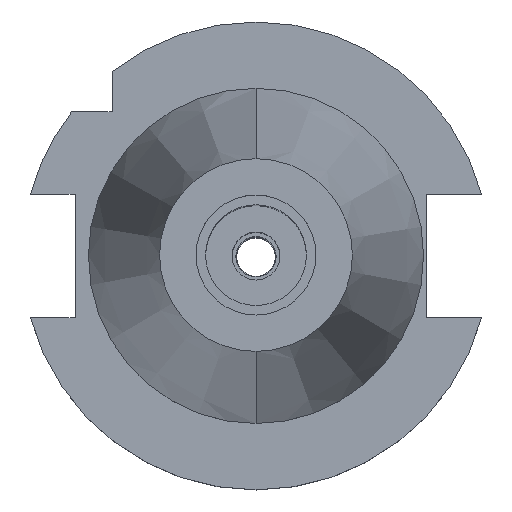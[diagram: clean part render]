
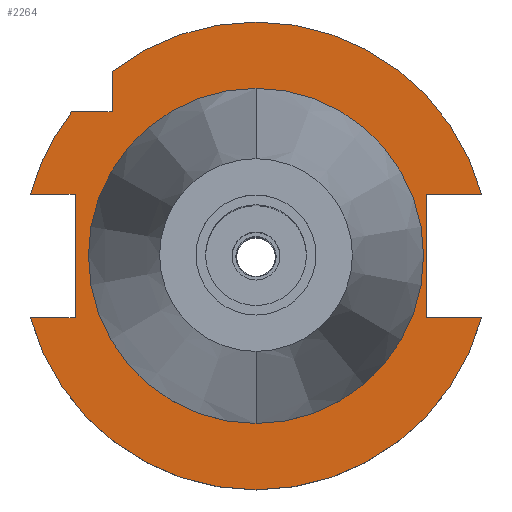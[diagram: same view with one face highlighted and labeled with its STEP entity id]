
A CAD part, top view. The second image highlights one B-rep face of the part: STEP entity #2264.
In plain terms, the highlighted planar face has unit normal (0, 0, 1).
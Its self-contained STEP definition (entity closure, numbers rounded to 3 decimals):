
#563=DIRECTION('',(1.,0.,0.));
#564=VECTOR('',#563,11.526);
#565=CARTESIAN_POINT('',(35.5,12.85,-3.2));
#566=LINE('',#565,#564);
#633=DIRECTION('',(-1.,0.,0.));
#634=VECTOR('',#633,9.326);
#635=CARTESIAN_POINT('',(-37.7,-12.85,-3.2));
#636=LINE('',#635,#634);
#647=DIRECTION('',(0.,-1.,0.));
#648=VECTOR('',#647,25.7);
#649=CARTESIAN_POINT('',(-37.7,12.85,-3.2));
#650=LINE('',#649,#648);
#696=DIRECTION('',(-1.,0.,0.));
#697=VECTOR('',#696,8.426);
#698=CARTESIAN_POINT('',(-30.,30.,-3.2));
#699=LINE('',#698,#697);
#720=DIRECTION('',(0.,1.,0.));
#721=VECTOR('',#720,8.426);
#722=CARTESIAN_POINT('',(-30.,30.,-3.2));
#723=LINE('',#722,#721);
#727=CARTESIAN_POINT('',(0.,0.,-3.2));
#728=DIRECTION('',(0.,0.,-1.));
#729=DIRECTION('',(-0.615,0.788,0.));
#730=AXIS2_PLACEMENT_3D('',#727,#728,#729);
#735=CARTESIAN_POINT('',(0.,0.,-3.2));
#736=DIRECTION('',(0.,0.,-1.));
#737=DIRECTION('',(0.,1.,0.));
#738=AXIS2_PLACEMENT_3D('',#735,#736,#737);
#743=DIRECTION('',(0.,-1.,0.));
#744=VECTOR('',#743,25.7);
#745=CARTESIAN_POINT('',(35.5,12.85,-3.2));
#746=LINE('',#745,#744);
#750=DIRECTION('',(1.,0.,0.));
#751=VECTOR('',#750,11.526);
#752=CARTESIAN_POINT('',(35.5,-12.85,-3.2));
#753=LINE('',#752,#751);
#757=CARTESIAN_POINT('',(0.,0.,-3.2));
#758=DIRECTION('',(0.,0.,-1.));
#759=DIRECTION('',(0.965,-0.264,0.));
#760=AXIS2_PLACEMENT_3D('',#757,#758,#759);
#765=CARTESIAN_POINT('',(0.,0.,-3.2));
#766=DIRECTION('',(0.,0.,-1.));
#767=DIRECTION('',(0.,-1.,0.));
#768=AXIS2_PLACEMENT_3D('',#765,#766,#767);
#773=DIRECTION('',(-1.,0.,0.));
#774=VECTOR('',#773,9.326);
#775=CARTESIAN_POINT('',(-37.7,12.85,-3.2));
#776=LINE('',#775,#774);
#780=CARTESIAN_POINT('',(0.,0.,-3.2));
#781=DIRECTION('',(0.,0.,-1.));
#782=DIRECTION('',(-0.965,0.264,0.));
#783=AXIS2_PLACEMENT_3D('',#780,#781,#782);
#788=CARTESIAN_POINT('',(0.,0.,-3.2));
#789=DIRECTION('',(0.,0.,1.));
#790=DIRECTION('',(0.,-1.,0.));
#791=AXIS2_PLACEMENT_3D('',#788,#789,#790);
#796=CARTESIAN_POINT('',(0.,0.,-3.2));
#797=DIRECTION('',(0.,0.,1.));
#798=DIRECTION('',(0.,1.,0.));
#799=AXIS2_PLACEMENT_3D('',#796,#797,#798);
#1454=CARTESIAN_POINT('',(-30.,38.426,-3.2));
#1455=VERTEX_POINT('',#1454);
#1456=CARTESIAN_POINT('',(-30.,30.,-3.2));
#1457=VERTEX_POINT('',#1456);
#1472=CARTESIAN_POINT('',(-37.7,-12.85,-3.2));
#1473=VERTEX_POINT('',#1472);
#1474=CARTESIAN_POINT('',(-47.026,-12.85,-3.2));
#1475=VERTEX_POINT('',#1474);
#1485=CARTESIAN_POINT('',(-37.7,12.85,-3.2));
#1486=VERTEX_POINT('',#1485);
#1495=CARTESIAN_POINT('',(-47.026,12.85,-3.2));
#1496=VERTEX_POINT('',#1495);
#1543=CARTESIAN_POINT('',(0.,-48.75,-3.2));
#1544=VERTEX_POINT('',#1543);
#1545=CARTESIAN_POINT('',(47.026,-12.85,-3.2));
#1546=VERTEX_POINT('',#1545);
#1547=CARTESIAN_POINT('',(47.026,12.85,-3.2));
#1548=VERTEX_POINT('',#1547);
#1549=CARTESIAN_POINT('',(0.,48.75,-3.2));
#1550=VERTEX_POINT('',#1549);
#1551=CARTESIAN_POINT('',(-38.426,30.,-3.2));
#1552=VERTEX_POINT('',#1551);
#1553=CARTESIAN_POINT('',(35.5,12.85,-3.2));
#1554=VERTEX_POINT('',#1553);
#1555=CARTESIAN_POINT('',(35.5,-12.85,-3.2));
#1556=VERTEX_POINT('',#1555);
#1557=CARTESIAN_POINT('',(0.,-34.925,-3.2));
#1558=CARTESIAN_POINT('',(0.,34.925,-3.2));
#1559=VERTEX_POINT('',#1557);
#1560=VERTEX_POINT('',#1558);
#2233=CARTESIAN_POINT('',(0.,0.,-3.2));
#2234=DIRECTION('',(0.,0.,-1.));
#2235=DIRECTION('',(0.,-1.,0.));
#2236=AXIS2_PLACEMENT_3D('',#2233,#2234,#2235);
#2237=PLANE('',#2236);
#2238=ORIENTED_EDGE('',*,*,#2021,.T.);
#2240=ORIENTED_EDGE('',*,*,#2239,.T.);
#2242=ORIENTED_EDGE('',*,*,#2241,.T.);
#2243=ORIENTED_EDGE('',*,*,#2053,.F.);
#2244=ORIENTED_EDGE('',*,*,#2079,.T.);
#2245=ORIENTED_EDGE('',*,*,#2105,.T.);
#2247=ORIENTED_EDGE('',*,*,#2246,.T.);
#2249=ORIENTED_EDGE('',*,*,#2248,.T.);
#2250=ORIENTED_EDGE('',*,*,#2136,.F.);
#2251=ORIENTED_EDGE('',*,*,#2162,.F.);
#2252=ORIENTED_EDGE('',*,*,#2188,.T.);
#2254=ORIENTED_EDGE('',*,*,#2253,.T.);
#2255=ORIENTED_EDGE('',*,*,#2215,.F.);
#2256=EDGE_LOOP('',(#2238,#2240,#2242,#2243,#2244,#2245,#2247,#2249,#2250,#2251,
#2252,#2254,#2255));
#2257=FACE_OUTER_BOUND('',#2256,.F.);
#2259=ORIENTED_EDGE('',*,*,#2258,.T.);
#2261=ORIENTED_EDGE('',*,*,#2260,.T.);
#2262=EDGE_LOOP('',(#2259,#2261));
#2263=FACE_BOUND('',#2262,.F.);
#731=CIRCLE('',#730,48.75);
#739=CIRCLE('',#738,48.75);
#761=CIRCLE('',#760,48.75);
#769=CIRCLE('',#768,48.75);
#784=CIRCLE('',#783,48.75);
#792=CIRCLE('',#791,34.925);
#800=CIRCLE('',#799,34.925);
#2021=EDGE_CURVE('',#1457,#1455,#723,.T.);
#2053=EDGE_CURVE('',#1554,#1548,#566,.T.);
#2079=EDGE_CURVE('',#1554,#1556,#746,.T.);
#2105=EDGE_CURVE('',#1556,#1546,#753,.T.);
#2136=EDGE_CURVE('',#1473,#1475,#636,.T.);
#2162=EDGE_CURVE('',#1486,#1473,#650,.T.);
#2188=EDGE_CURVE('',#1486,#1496,#776,.T.);
#2215=EDGE_CURVE('',#1457,#1552,#699,.T.);
#2239=EDGE_CURVE('',#1455,#1550,#731,.T.);
#2241=EDGE_CURVE('',#1550,#1548,#739,.T.);
#2246=EDGE_CURVE('',#1546,#1544,#761,.T.);
#2248=EDGE_CURVE('',#1544,#1475,#769,.T.);
#2253=EDGE_CURVE('',#1496,#1552,#784,.T.);
#2258=EDGE_CURVE('',#1559,#1560,#792,.T.);
#2260=EDGE_CURVE('',#1560,#1559,#800,.T.);
#2264=ADVANCED_FACE('',(#2257,#2263),#2237,.F.);
